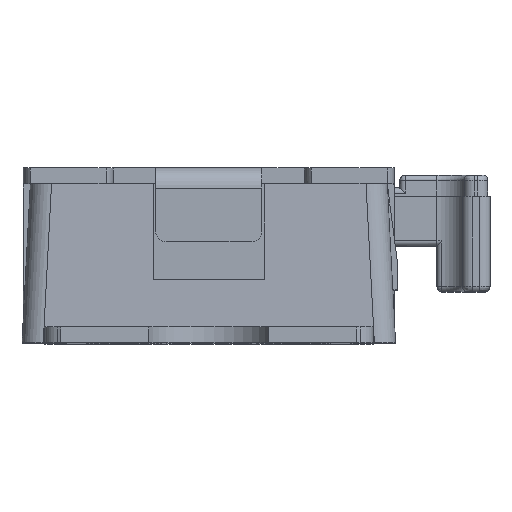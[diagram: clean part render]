
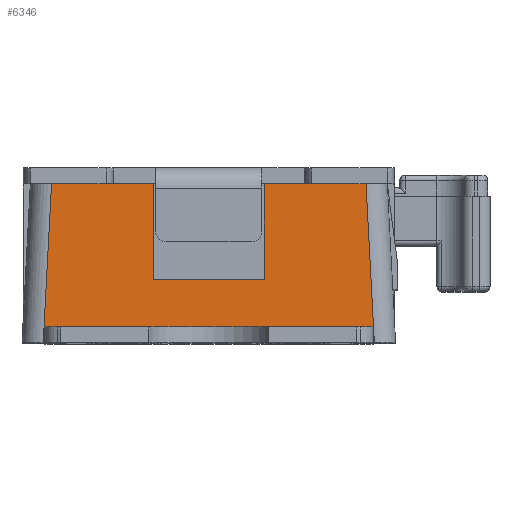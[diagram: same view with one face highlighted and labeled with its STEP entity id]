
A CAD part, top view. The second image highlights one B-rep face of the part: STEP entity #6346.
In plain terms, the highlighted planar face has unit normal (0, 0.035, 0.999).
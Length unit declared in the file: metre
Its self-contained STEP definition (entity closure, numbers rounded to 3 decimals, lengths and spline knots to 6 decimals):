
#183=PLANE('',#6881);
#515=FACE_OUTER_BOUND('',#870,.T.);
#870=EDGE_LOOP('',(#5317,#5318,#5319,#5320,#5321,#5322,#5323,#5324,#5325,
#5326,#5327,#5328,#5329,#5330));
#1302=LINE('',#9974,#1989);
#1313=LINE('',#10003,#2000);
#1348=LINE('',#10080,#2035);
#1392=LINE('',#10191,#2079);
#1401=LINE('',#10214,#2088);
#1402=LINE('',#10216,#2089);
#1450=LINE('',#10342,#2137);
#1451=LINE('',#10344,#2138);
#1452=LINE('',#10346,#2139);
#1453=LINE('',#10347,#2140);
#1454=LINE('',#10349,#2141);
#1455=LINE('',#10351,#2142);
#1456=LINE('',#10353,#2143);
#1457=LINE('',#10354,#2144);
#1989=VECTOR('',#7951,1.);
#2000=VECTOR('',#7980,1.);
#2035=VECTOR('',#8055,1.);
#2079=VECTOR('',#8189,1.);
#2088=VECTOR('',#8214,1.);
#2089=VECTOR('',#8215,1.);
#2137=VECTOR('',#8335,1.);
#2138=VECTOR('',#8336,1.);
#2139=VECTOR('',#8337,1.);
#2140=VECTOR('',#8338,1.);
#2141=VECTOR('',#8339,1.);
#2142=VECTOR('',#8340,1.);
#2143=VECTOR('',#8341,1.);
#2144=VECTOR('',#8342,1.);
#2922=VERTEX_POINT('',#9967);
#2925=VERTEX_POINT('',#9972);
#2931=VERTEX_POINT('',#9995);
#2934=VERTEX_POINT('',#10001);
#2956=VERTEX_POINT('',#10078);
#2978=VERTEX_POINT('',#10189);
#2984=VERTEX_POINT('',#10212);
#2985=VERTEX_POINT('',#10215);
#3027=VERTEX_POINT('',#10341);
#3028=VERTEX_POINT('',#10343);
#3029=VERTEX_POINT('',#10345);
#3030=VERTEX_POINT('',#10348);
#3031=VERTEX_POINT('',#10350);
#3032=VERTEX_POINT('',#10352);
#3661=EDGE_CURVE('',#2925,#2922,#1302,.T.);
#3674=EDGE_CURVE('',#2931,#2934,#1313,.T.);
#3713=EDGE_CURVE('',#2934,#2956,#1348,.T.);
#3769=EDGE_CURVE('',#2931,#2978,#1392,.T.);
#3780=EDGE_CURVE('',#2956,#2984,#1401,.T.);
#3781=EDGE_CURVE('',#2985,#2978,#1402,.T.);
#3845=EDGE_CURVE('',#2925,#3027,#1450,.T.);
#3846=EDGE_CURVE('',#3028,#3027,#1451,.T.);
#3847=EDGE_CURVE('',#3028,#3029,#1452,.T.);
#3848=EDGE_CURVE('',#2985,#3029,#1453,.T.);
#3849=EDGE_CURVE('',#2984,#3030,#1454,.T.);
#3850=EDGE_CURVE('',#3030,#3031,#1455,.T.);
#3851=EDGE_CURVE('',#3032,#3031,#1456,.T.);
#3852=EDGE_CURVE('',#2922,#3032,#1457,.T.);
#5317=ORIENTED_EDGE('',*,*,#3845,.T.);
#5318=ORIENTED_EDGE('',*,*,#3846,.F.);
#5319=ORIENTED_EDGE('',*,*,#3847,.T.);
#5320=ORIENTED_EDGE('',*,*,#3848,.F.);
#5321=ORIENTED_EDGE('',*,*,#3781,.T.);
#5322=ORIENTED_EDGE('',*,*,#3769,.F.);
#5323=ORIENTED_EDGE('',*,*,#3674,.T.);
#5324=ORIENTED_EDGE('',*,*,#3713,.T.);
#5325=ORIENTED_EDGE('',*,*,#3780,.T.);
#5326=ORIENTED_EDGE('',*,*,#3849,.T.);
#5327=ORIENTED_EDGE('',*,*,#3850,.T.);
#5328=ORIENTED_EDGE('',*,*,#3851,.F.);
#5329=ORIENTED_EDGE('',*,*,#3852,.F.);
#5330=ORIENTED_EDGE('',*,*,#3661,.F.);
#6346=ADVANCED_FACE('',(#515),#183,.T.);
#6881=AXIS2_PLACEMENT_3D('',#10340,#8333,#8334);
#7951=DIRECTION('',(1.,0.,0.));
#7980=DIRECTION('',(1.,0.,0.));
#8055=DIRECTION('',(0.,-0.999,0.035));
#8189=DIRECTION('',(0.,-0.999,0.035));
#8214=DIRECTION('',(1.,0.,0.));
#8215=DIRECTION('',(1.,0.,0.));
#8333=DIRECTION('center_axis',(0.,0.035,0.999));
#8334=DIRECTION('ref_axis',(1.,0.,0.));
#8335=DIRECTION('',(0.,0.999,-0.035));
#8336=DIRECTION('',(1.,0.,0.));
#8337=DIRECTION('',(-1.,0.,0.));
#8338=DIRECTION('',(0.052,0.998,-0.035));
#8339=DIRECTION('',(-0.052,0.998,-0.035));
#8340=DIRECTION('',(-1.,0.,0.));
#8341=DIRECTION('',(1.,0.,0.));
#8342=DIRECTION('',(0.,0.999,-0.035));
#9967=CARTESIAN_POINT('',(0.000525,0.0006,0.002739));
#9972=CARTESIAN_POINT('',(-0.000525,0.0006,0.002739));
#9974=CARTESIAN_POINT('',(-0.000525,0.0006,0.002739));
#9995=CARTESIAN_POINT('',(-0.00155,0.00015,0.002755));
#10001=CARTESIAN_POINT('',(0.001551,0.00015,0.002755));
#10003=CARTESIAN_POINT('',(-0.00155,0.00015,0.002755));
#10078=CARTESIAN_POINT('',(0.001551,0.,0.00276));
#10080=CARTESIAN_POINT('',(0.001551,0.00015,0.002755));
#10189=CARTESIAN_POINT('',(-0.00155,0.,0.00276));
#10191=CARTESIAN_POINT('',(-0.00155,0.00015,0.002755));
#10212=CARTESIAN_POINT('',(0.00156,0.,0.00276));
#10214=CARTESIAN_POINT('',(0.001551,0.,0.00276));
#10215=CARTESIAN_POINT('',(-0.00156,0.,0.00276));
#10216=CARTESIAN_POINT('',(-0.00156,0.,0.00276));
#10340=CARTESIAN_POINT('Origin',(-0.002841,0.,0.00276));
#10341=CARTESIAN_POINT('',(-0.000525,0.0015,0.002708));
#10342=CARTESIAN_POINT('',(-0.000525,0.0006,0.002739));
#10343=CARTESIAN_POINT('',(-0.000931,0.0015,0.002708));
#10344=CARTESIAN_POINT('',(-0.000931,0.0015,0.002708));
#10345=CARTESIAN_POINT('',(-0.001481,0.0015,0.002708));
#10346=CARTESIAN_POINT('',(-0.000931,0.0015,0.002708));
#10347=CARTESIAN_POINT('',(-0.00156,0.,0.00276));
#10348=CARTESIAN_POINT('',(0.001481,0.0015,0.002708));
#10349=CARTESIAN_POINT('',(0.00156,0.,0.00276));
#10350=CARTESIAN_POINT('',(0.000931,0.0015,0.002708));
#10351=CARTESIAN_POINT('',(0.001481,0.0015,0.002708));
#10352=CARTESIAN_POINT('',(0.000525,0.0015,0.002708));
#10353=CARTESIAN_POINT('',(0.000525,0.0015,0.002708));
#10354=CARTESIAN_POINT('',(0.000525,0.0006,0.002739));
